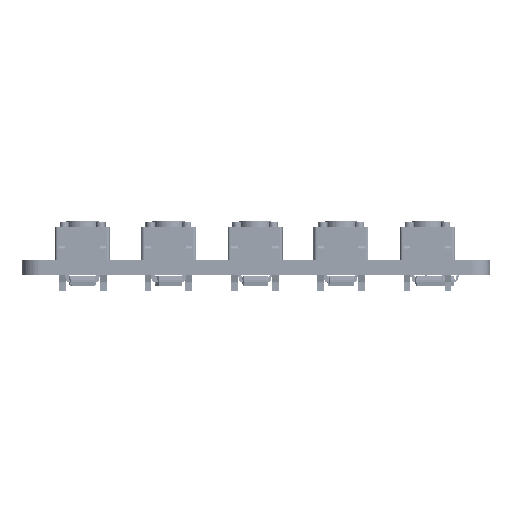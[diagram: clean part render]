
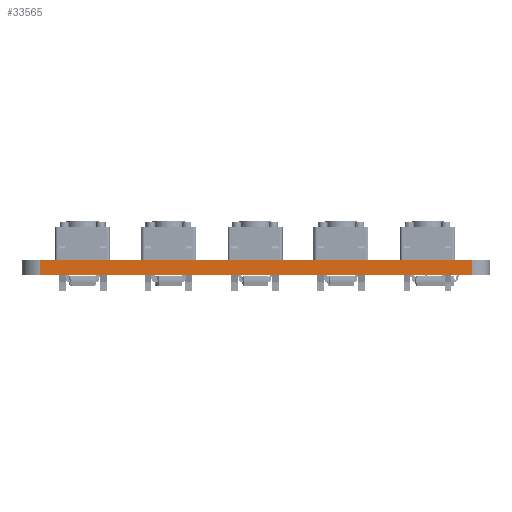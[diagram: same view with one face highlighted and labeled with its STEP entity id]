
A CAD part, left-side view. The second image highlights one B-rep face of the part: STEP entity #33565.
In plain terms, the highlighted planar face has unit normal (-1, 0, 0).
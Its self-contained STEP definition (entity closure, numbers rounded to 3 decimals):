
#12987 = PLANE('',#12988);
#12988 = AXIS2_PLACEMENT_3D('',#12989,#12990,#12991);
#12989 = CARTESIAN_POINT('',(93.121,-73.763,1.6));
#12990 = DIRECTION('',(-0.,-0.,-1.));
#12991 = DIRECTION('',(-1.,0.,0.));
#13041 = PLANE('',#13042);
#13042 = AXIS2_PLACEMENT_3D('',#13043,#13044,#13045);
#13043 = CARTESIAN_POINT('',(93.121,-73.763,0.));
#13044 = DIRECTION('',(-0.,-0.,-1.));
#13045 = DIRECTION('',(-1.,0.,0.));
#14074 = VERTEX_POINT('',#14075);
#14075 = CARTESIAN_POINT('',(19.871,-97.513,0.));
#14089 = PLANE('',#14090);
#14090 = AXIS2_PLACEMENT_3D('',#14091,#14092,#14093);
#14091 = CARTESIAN_POINT('',(19.891,-97.798,0.));
#14092 = DIRECTION('',(-0.997,-0.071,0.));
#14093 = DIRECTION('',(-0.071,0.997,0.));
#14101 = EDGE_CURVE('',#14074,#14102,#14104,.T.);
#14102 = VERTEX_POINT('',#14103);
#14103 = CARTESIAN_POINT('',(19.871,-50.013,0.));
#14104 = SURFACE_CURVE('',#14105,(#14109,#14116),.PCURVE_S1.);
#14105 = LINE('',#14106,#14107);
#14106 = CARTESIAN_POINT('',(19.871,-97.513,0.));
#14107 = VECTOR('',#14108,1.);
#14108 = DIRECTION('',(0.,1.,0.));
#14109 = PCURVE('',#13041,#14110);
#14110 = DEFINITIONAL_REPRESENTATION('',(#14111),#14115);
#14111 = LINE('',#14112,#14113);
#14112 = CARTESIAN_POINT('',(73.25,-23.75));
#14113 = VECTOR('',#14114,1.);
#14114 = DIRECTION('',(0.,1.));
#14115 = ( GEOMETRIC_REPRESENTATION_CONTEXT(2) 
PARAMETRIC_REPRESENTATION_CONTEXT() REPRESENTATION_CONTEXT('2D SPACE',''
  ) );
#14116 = PCURVE('',#14117,#14122);
#14117 = PLANE('',#14118);
#14118 = AXIS2_PLACEMENT_3D('',#14119,#14120,#14121);
#14119 = CARTESIAN_POINT('',(19.871,-97.513,0.));
#14120 = DIRECTION('',(-1.,0.,0.));
#14121 = DIRECTION('',(0.,1.,0.));
#14122 = DEFINITIONAL_REPRESENTATION('',(#14123),#14127);
#14123 = LINE('',#14124,#14125);
#14124 = CARTESIAN_POINT('',(0.,0.));
#14125 = VECTOR('',#14126,1.);
#14126 = DIRECTION('',(1.,0.));
#14127 = ( GEOMETRIC_REPRESENTATION_CONTEXT(2) 
PARAMETRIC_REPRESENTATION_CONTEXT() REPRESENTATION_CONTEXT('2D SPACE',''
  ) );
#14145 = PLANE('',#14146);
#14146 = AXIS2_PLACEMENT_3D('',#14147,#14148,#14149);
#14147 = CARTESIAN_POINT('',(19.871,-50.013,0.));
#14148 = DIRECTION('',(-0.997,0.071,0.));
#14149 = DIRECTION('',(0.071,0.997,0.));
#24558 = VERTEX_POINT('',#24559);
#24559 = CARTESIAN_POINT('',(19.871,-97.513,1.6));
#24580 = EDGE_CURVE('',#24558,#24581,#24583,.T.);
#24581 = VERTEX_POINT('',#24582);
#24582 = CARTESIAN_POINT('',(19.871,-50.013,1.6));
#24583 = SURFACE_CURVE('',#24584,(#24588,#24595),.PCURVE_S1.);
#24584 = LINE('',#24585,#24586);
#24585 = CARTESIAN_POINT('',(19.871,-97.513,1.6));
#24586 = VECTOR('',#24587,1.);
#24587 = DIRECTION('',(0.,1.,0.));
#24588 = PCURVE('',#12987,#24589);
#24589 = DEFINITIONAL_REPRESENTATION('',(#24590),#24594);
#24590 = LINE('',#24591,#24592);
#24591 = CARTESIAN_POINT('',(73.25,-23.75));
#24592 = VECTOR('',#24593,1.);
#24593 = DIRECTION('',(0.,1.));
#24594 = ( GEOMETRIC_REPRESENTATION_CONTEXT(2) 
PARAMETRIC_REPRESENTATION_CONTEXT() REPRESENTATION_CONTEXT('2D SPACE',''
  ) );
#24595 = PCURVE('',#14117,#24596);
#24596 = DEFINITIONAL_REPRESENTATION('',(#24597),#24601);
#24597 = LINE('',#24598,#24599);
#24598 = CARTESIAN_POINT('',(0.,-1.6));
#24599 = VECTOR('',#24600,1.);
#24600 = DIRECTION('',(1.,0.));
#24601 = ( GEOMETRIC_REPRESENTATION_CONTEXT(2) 
PARAMETRIC_REPRESENTATION_CONTEXT() REPRESENTATION_CONTEXT('2D SPACE',''
  ) );
#33515 = EDGE_CURVE('',#14102,#24581,#33516,.T.);
#33516 = SURFACE_CURVE('',#33517,(#33521,#33528),.PCURVE_S1.);
#33517 = LINE('',#33518,#33519);
#33518 = CARTESIAN_POINT('',(19.871,-50.013,0.));
#33519 = VECTOR('',#33520,1.);
#33520 = DIRECTION('',(0.,0.,1.));
#33521 = PCURVE('',#14145,#33522);
#33522 = DEFINITIONAL_REPRESENTATION('',(#33523),#33527);
#33523 = LINE('',#33524,#33525);
#33524 = CARTESIAN_POINT('',(0.,0.));
#33525 = VECTOR('',#33526,1.);
#33526 = DIRECTION('',(0.,-1.));
#33527 = ( GEOMETRIC_REPRESENTATION_CONTEXT(2) 
PARAMETRIC_REPRESENTATION_CONTEXT() REPRESENTATION_CONTEXT('2D SPACE',''
  ) );
#33528 = PCURVE('',#14117,#33529);
#33529 = DEFINITIONAL_REPRESENTATION('',(#33530),#33534);
#33530 = LINE('',#33531,#33532);
#33531 = CARTESIAN_POINT('',(47.5,0.));
#33532 = VECTOR('',#33533,1.);
#33533 = DIRECTION('',(0.,-1.));
#33534 = ( GEOMETRIC_REPRESENTATION_CONTEXT(2) 
PARAMETRIC_REPRESENTATION_CONTEXT() REPRESENTATION_CONTEXT('2D SPACE',''
  ) );
#33565 = ADVANCED_FACE('',(#33566),#14117,.T.);
#33566 = FACE_BOUND('',#33567,.T.);
#33567 = EDGE_LOOP('',(#33568,#33589,#33590,#33591));
#33568 = ORIENTED_EDGE('',*,*,#33569,.T.);
#33569 = EDGE_CURVE('',#14074,#24558,#33570,.T.);
#33570 = SURFACE_CURVE('',#33571,(#33575,#33582),.PCURVE_S1.);
#33571 = LINE('',#33572,#33573);
#33572 = CARTESIAN_POINT('',(19.871,-97.513,0.));
#33573 = VECTOR('',#33574,1.);
#33574 = DIRECTION('',(0.,0.,1.));
#33575 = PCURVE('',#14117,#33576);
#33576 = DEFINITIONAL_REPRESENTATION('',(#33577),#33581);
#33577 = LINE('',#33578,#33579);
#33578 = CARTESIAN_POINT('',(0.,0.));
#33579 = VECTOR('',#33580,1.);
#33580 = DIRECTION('',(0.,-1.));
#33581 = ( GEOMETRIC_REPRESENTATION_CONTEXT(2) 
PARAMETRIC_REPRESENTATION_CONTEXT() REPRESENTATION_CONTEXT('2D SPACE',''
  ) );
#33582 = PCURVE('',#14089,#33583);
#33583 = DEFINITIONAL_REPRESENTATION('',(#33584),#33588);
#33584 = LINE('',#33585,#33586);
#33585 = CARTESIAN_POINT('',(0.285,0.));
#33586 = VECTOR('',#33587,1.);
#33587 = DIRECTION('',(0.,-1.));
#33588 = ( GEOMETRIC_REPRESENTATION_CONTEXT(2) 
PARAMETRIC_REPRESENTATION_CONTEXT() REPRESENTATION_CONTEXT('2D SPACE',''
  ) );
#33589 = ORIENTED_EDGE('',*,*,#24580,.T.);
#33590 = ORIENTED_EDGE('',*,*,#33515,.F.);
#33591 = ORIENTED_EDGE('',*,*,#14101,.F.);
